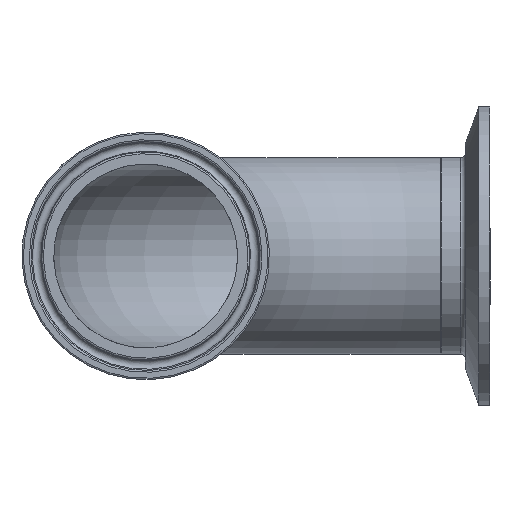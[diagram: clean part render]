
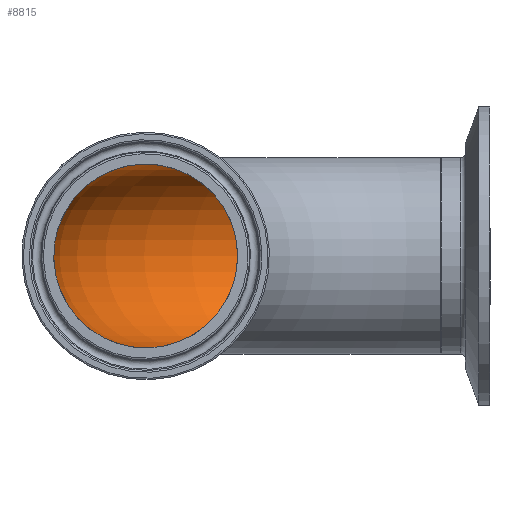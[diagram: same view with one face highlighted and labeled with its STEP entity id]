
A CAD part, front view. The second image highlights one B-rep face of the part: STEP entity #8815.
In plain terms, the highlighted toroidal (fillet/blend) face has major radius 76.2 mm and minor radius 23.749 mm.
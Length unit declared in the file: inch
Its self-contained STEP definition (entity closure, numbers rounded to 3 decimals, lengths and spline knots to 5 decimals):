
#86=CIRCLE('',#9165,0.935);
#87=CIRCLE('',#9166,0.935);
#88=CIRCLE('',#9167,2.065);
#89=CIRCLE('',#9168,0.935);
#90=CIRCLE('',#9169,0.935);
#1912=FACE_OUTER_BOUND('',#2441,.T.);
#2441=EDGE_LOOP('',(#8130,#8131,#8132,#8133,#8134,#8135));
#4156=VERTEX_POINT('',#20306);
#4157=VERTEX_POINT('',#20307);
#4158=VERTEX_POINT('',#20310);
#4159=VERTEX_POINT('',#20312);
#5493=EDGE_CURVE('',#4156,#4157,#86,.T.);
#5494=EDGE_CURVE('',#4157,#4156,#87,.T.);
#5495=EDGE_CURVE('',#4157,#4158,#88,.T.);
#5496=EDGE_CURVE('',#4159,#4158,#89,.T.);
#5497=EDGE_CURVE('',#4158,#4159,#90,.T.);
#8130=ORIENTED_EDGE('',*,*,#5493,.F.);
#8131=ORIENTED_EDGE('',*,*,#5494,.F.);
#8132=ORIENTED_EDGE('',*,*,#5495,.T.);
#8133=ORIENTED_EDGE('',*,*,#5496,.F.);
#8134=ORIENTED_EDGE('',*,*,#5497,.F.);
#8135=ORIENTED_EDGE('',*,*,#5495,.F.);
#8294=TOROIDAL_SURFACE('',#9164,3.,0.935);
#8815=ADVANCED_FACE('',(#1912),#8294,.F.);
#9164=AXIS2_PLACEMENT_3D('',#20305,#10269,#10270);
#9165=AXIS2_PLACEMENT_3D('',#20308,#10271,#10272);
#9166=AXIS2_PLACEMENT_3D('',#20309,#10273,#10274);
#9167=AXIS2_PLACEMENT_3D('',#20311,#10275,#10276);
#9168=AXIS2_PLACEMENT_3D('',#20313,#10277,#10278);
#9169=AXIS2_PLACEMENT_3D('',#20314,#10279,#10280);
#10269=DIRECTION('center_axis',(0.,0.,
-1.));
#10270=DIRECTION('ref_axis',(-1.,0.,0.));
#10271=DIRECTION('center_axis',(0.,1.,0.));
#10272=DIRECTION('ref_axis',(-1.,0.,0.));
#10273=DIRECTION('center_axis',(0.,1.,0.));
#10274=DIRECTION('ref_axis',(-1.,0.,0.));
#10275=DIRECTION('center_axis',(0.,0.,
-1.));
#10276=DIRECTION('ref_axis',(-1.,0.,0.));
#10277=DIRECTION('center_axis',(-1.,0.,0.));
#10278=DIRECTION('ref_axis',(0.,1.,0.));
#10279=DIRECTION('center_axis',(-1.,0.,0.));
#10280=DIRECTION('ref_axis',(0.,1.,0.));
#20305=CARTESIAN_POINT('Origin',(3.,0.,0.));
#20306=CARTESIAN_POINT('',(-0.935,0.,0.));
#20307=CARTESIAN_POINT('',(0.935,0.,0.));
#20308=CARTESIAN_POINT('Origin',(0.,0.,
0.));
#20309=CARTESIAN_POINT('Origin',(0.,0.,
0.));
#20310=CARTESIAN_POINT('',(3.,2.065,0.));
#20311=CARTESIAN_POINT('Origin',(3.,0.,0.));
#20312=CARTESIAN_POINT('',(3.,3.935,0.));
#20313=CARTESIAN_POINT('Origin',(3.,3.,0.));
#20314=CARTESIAN_POINT('Origin',(3.,3.,0.));
